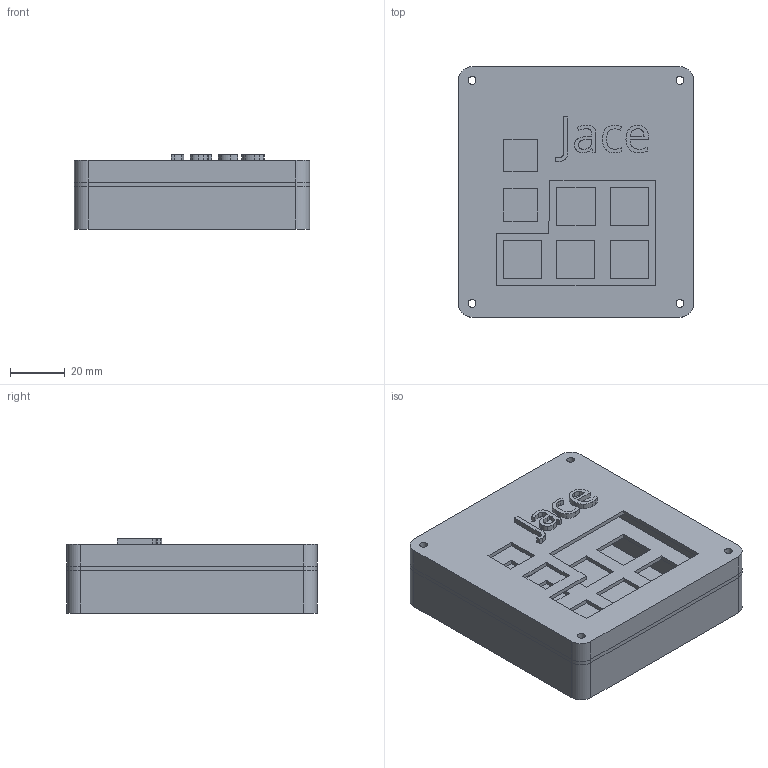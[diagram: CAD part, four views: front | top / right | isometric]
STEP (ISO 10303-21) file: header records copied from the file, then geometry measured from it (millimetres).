
FILE_DESCRIPTION(/* description */ ('STEP AP242','CAx-IF Rec.Pracs.---Representation and Presentation of Product Manufacturing Information (PMI)---4.0---2014-10-13','CAx-IF Rec.Pracs.---3D Tessellated Geometry---0.4---2014-09-14','2;1'),/* implementation_level */ '2;1');
FILE_NAME(/* name */ '6718a9ea686cb12654bbb846',/* time_stamp */ '2024-10-23T07:46:52Z',/* author */ (''),/* organization */ (''),/* preprocessor_version */ 'ST-DEVELOPER v20',/* originating_system */ ' ',/* authorisation */ ' ');
FILE_SCHEMA (('AP242_MANAGED_MODEL_BASED_3D_ENGINEERING_MIM_LF { 1 0 10303 442 1 1 4 }'));
Length unit declared in the file: metre
Products named in the file (3): Part 2; Part 1; Part 3
Bounding box: 86 x 91.5 x 27.19 mm (x, y, z)
Volume: 97098.4 mm3; surface area: 57152.6 mm2
Topology: 3 solids, 3 shells, 196 faces, 535 edges, 358 vertices
Faces by surface type: plane 108, bspline 47, cylinder 41
Full cylindrical faces by diameter (mm): 2.9 x12, 5.8 x4
Entity records: 6390 total; most frequent: CARTESIAN_POINT 1585, ORIENTED_EDGE 1030, DIRECTION 807, EDGE_CURVE 515, VERTEX_POINT 354, LINE 339, VECTOR 339, EDGE_LOOP 271
